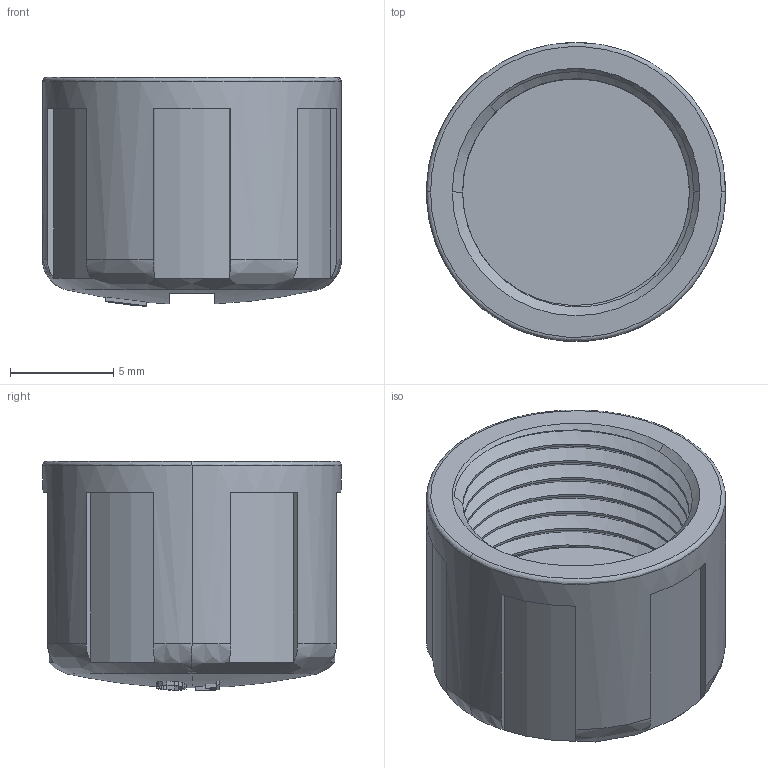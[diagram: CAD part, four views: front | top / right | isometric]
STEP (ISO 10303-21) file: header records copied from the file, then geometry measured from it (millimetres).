
FILE_DESCRIPTION (( 'STEP AP203' ), '1' );
FILE_NAME ('PCNM12x1.0-2.STEP', '2021-01-08T08:07:58', ( 'edpusr' ), ( 'Microsoft' ), 'SwSTEP 2.0', 'SolidWorks 2015', '' );
FILE_SCHEMA (( 'CONFIG_CONTROL_DESIGN' ));
Length unit declared in the file: millimetre
Products named in the file (1): PCNM12x1.0-2
Bounding box: 14.5 x 14.5 x 11.11 mm (x, y, z)
Volume: 903.6 mm3; surface area: 1456 mm2
Topology: 2 solids, 2 shells, 110 faces, 302 edges, 199 vertices
Faces by surface type: plane 73, cylinder 25, bspline 10, cone 2
Entity records: 4681 total; most frequent: CARTESIAN_POINT 2064, ORIENTED_EDGE 604, DIRECTION 443, EDGE_CURVE 302, VERTEX_POINT 199, AXIS2_PLACEMENT_3D 165, LINE 113, VECTOR 113
